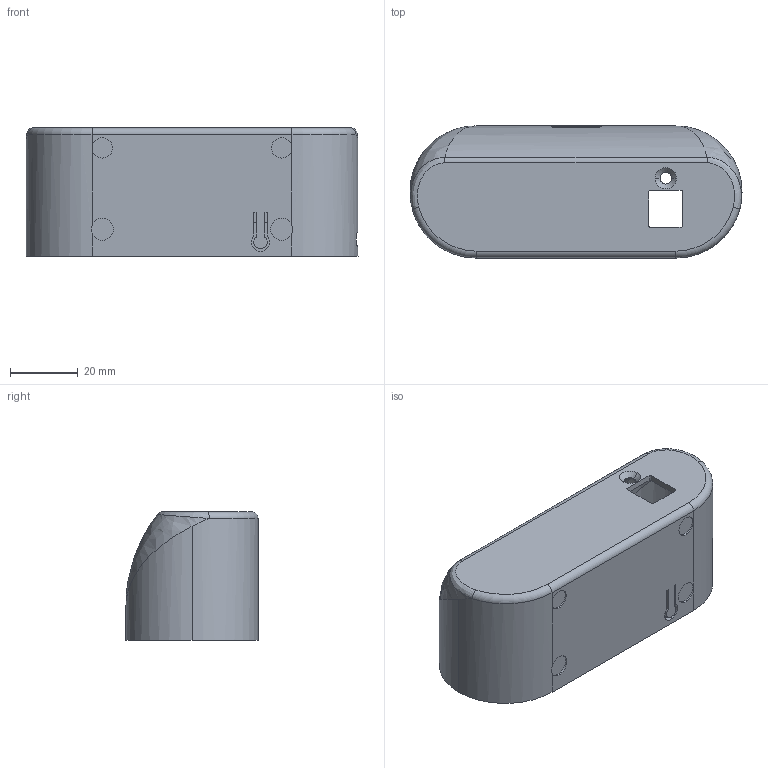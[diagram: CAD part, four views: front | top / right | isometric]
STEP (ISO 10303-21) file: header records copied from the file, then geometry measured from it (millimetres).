
FILE_DESCRIPTION (( 'STEP AP214' ), '1' );
FILE_NAME ('tembed-case.STEP', '2023-09-28T13:16:11', ( '' ), ( '' ), 'SwSTEP 2.0', 'SolidWorks 2015', '' );
FILE_SCHEMA (( 'AUTOMOTIVE_DESIGN' ));
Length unit declared in the file: millimetre
Products named in the file (2): tembed-case
Bounding box: 98 x 39 x 38 mm (x, y, z)
Volume: 20645 mm3; surface area: 24409.7 mm2
Topology: 1 solids, 3 shells, 221 faces, 601 edges, 382 vertices
Faces by surface type: cylinder 102, plane 94, bspline 10, torus 8, cone 5, sphere 2
Entity records: 8774 total; most frequent: CARTESIAN_POINT 3117, ORIENTED_EDGE 1190, DIRECTION 1138, EDGE_CURVE 595, AXIS2_PLACEMENT_3D 409, VERTEX_POINT 382, VECTOR 320, LINE 320
